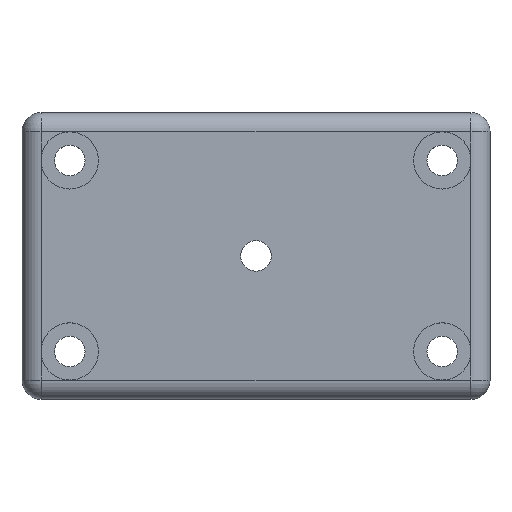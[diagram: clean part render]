
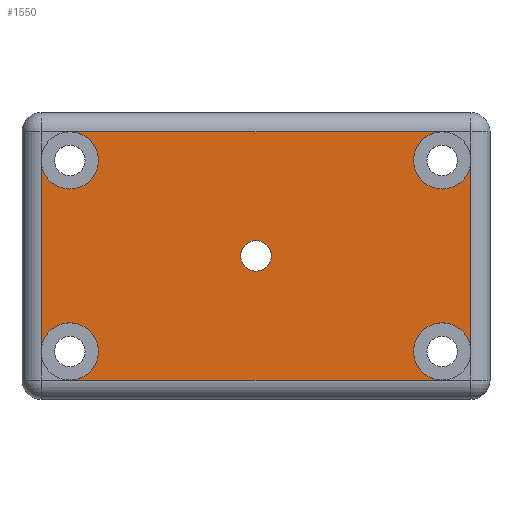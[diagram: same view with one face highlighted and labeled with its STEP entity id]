
A CAD part, top view. The second image highlights one B-rep face of the part: STEP entity #1550.
In plain terms, the highlighted planar face has unit normal (0, 0, 1).
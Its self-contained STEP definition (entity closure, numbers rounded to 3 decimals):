
#22 = ORIENTED_EDGE ( 'NONE', *, *, #184, .F. ) ;
#25 = VERTEX_POINT ( 'NONE', #318 ) ;
#36 = EDGE_CURVE ( 'NONE', #1568, #282, #1225, .T. ) ;
#41 = CARTESIAN_POINT ( 'NONE',  ( 0., -15., 7. ) ) ;
#47 = AXIS2_PLACEMENT_3D ( 'NONE', #511, #1281, #920 ) ;
#52 = CARTESIAN_POINT ( 'NONE',  ( 19.5, -25., 7. ) ) ;
#64 = AXIS2_PLACEMENT_3D ( 'NONE', #1384, #868, #110 ) ;
#68 = CARTESIAN_POINT ( 'NONE',  ( -19.5, -5., 7. ) ) ;
#69 = ORIENTED_EDGE ( 'NONE', *, *, #36, .F. ) ;
#74 = VERTEX_POINT ( 'NONE', #568 ) ;
#97 = AXIS2_PLACEMENT_3D ( 'NONE', #227, #113, #251 ) ;
#104 = EDGE_LOOP ( 'NONE', ( #1309, #1610, #614, #520, #489, #22, #351, #1122, #1082, #109, #849, #1507 ) ) ;
#109 = ORIENTED_EDGE ( 'NONE', *, *, #1471, .T. ) ;
#110 = DIRECTION ( 'NONE',  ( -1., 0., 0. ) ) ;
#113 = DIRECTION ( 'NONE',  ( 0., 0., 1. ) ) ;
#167 = DIRECTION ( 'NONE',  ( 1., 0., 0. ) ) ;
#184 = EDGE_CURVE ( 'NONE', #1513, #74, #658, .T. ) ;
#190 = CARTESIAN_POINT ( 'NONE',  ( 22.5, -5., 7. ) ) ;
#204 = DIRECTION ( 'NONE',  ( 1., 0., 0. ) ) ;
#213 = VECTOR ( 'NONE', #311, 1000. ) ;
#218 = EDGE_CURVE ( 'NONE', #282, #1568, #1036, .T. ) ;
#219 = DIRECTION ( 'NONE',  ( 1., 0., 0. ) ) ;
#227 = CARTESIAN_POINT ( 'NONE',  ( 19.5, -25., 7. ) ) ;
#251 = DIRECTION ( 'NONE',  ( 1., 0., 0. ) ) ;
#256 = DIRECTION ( 'NONE',  ( 1., 0., 0. ) ) ;
#260 = AXIS2_PLACEMENT_3D ( 'NONE', #1128, #1534, #1393 ) ;
#266 = CARTESIAN_POINT ( 'NONE',  ( -1.6, -15., 7. ) ) ;
#269 = CARTESIAN_POINT ( 'NONE',  ( -16.5, -25., 7. ) ) ;
#271 = CARTESIAN_POINT ( 'NONE',  ( 22.5, 0., 7. ) ) ;
#280 = LINE ( 'NONE', #271, #1417 ) ;
#282 = VERTEX_POINT ( 'NONE', #266 ) ;
#311 = DIRECTION ( 'NONE',  ( 0., -1., 0. ) ) ;
#316 = EDGE_CURVE ( 'NONE', #74, #1596, #1252, .T. ) ;
#318 = CARTESIAN_POINT ( 'NONE',  ( -22.5, -25., 7. ) ) ;
#323 = VERTEX_POINT ( 'NONE', #1318 ) ;
#327 = DIRECTION ( 'NONE',  ( 0., 0., 1. ) ) ;
#351 = ORIENTED_EDGE ( 'NONE', *, *, #396, .T. ) ;
#360 = CARTESIAN_POINT ( 'NONE',  ( -19.5, -2., 7. ) ) ;
#371 = PLANE ( 'NONE',  #64 ) ;
#389 = VERTEX_POINT ( 'NONE', #190 ) ;
#395 = DIRECTION ( 'NONE',  ( 0., 0., 1. ) ) ;
#396 = EDGE_CURVE ( 'NONE', #1513, #25, #1469, .T. ) ;
#447 = LINE ( 'NONE', #1495, #815 ) ;
#484 = EDGE_LOOP ( 'NONE', ( #69, #754 ) ) ;
#489 = ORIENTED_EDGE ( 'NONE', *, *, #316, .F. ) ;
#491 = CARTESIAN_POINT ( 'NONE',  ( -22.5, -5., 7. ) ) ;
#511 = CARTESIAN_POINT ( 'NONE',  ( 0., -15., 7. ) ) ;
#520 = ORIENTED_EDGE ( 'NONE', *, *, #659, .T. ) ;
#548 = CARTESIAN_POINT ( 'NONE',  ( -19.5, -25., 7. ) ) ;
#565 = DIRECTION ( 'NONE',  ( 0., 0., 1. ) ) ;
#568 = CARTESIAN_POINT ( 'NONE',  ( -16.5, -5., 7. ) ) ;
#584 = DIRECTION ( 'NONE',  ( 0., 0., 1. ) ) ;
#603 = AXIS2_PLACEMENT_3D ( 'NONE', #548, #565, #1595 ) ;
#614 = ORIENTED_EDGE ( 'NONE', *, *, #1177, .F. ) ;
#615 = FACE_BOUND ( 'NONE', #484, .T. ) ;
#656 = AXIS2_PLACEMENT_3D ( 'NONE', #1029, #395, #1577 ) ;
#658 = CIRCLE ( 'NONE', #1139, 3. ) ;
#659 = EDGE_CURVE ( 'NONE', #1257, #1596, #874, .T. ) ;
#668 = EDGE_CURVE ( 'NONE', #812, #751, #1630, .T. ) ;
#707 = CIRCLE ( 'NONE', #1086, 3. ) ;
#751 = VERTEX_POINT ( 'NONE', #1024 ) ;
#754 = ORIENTED_EDGE ( 'NONE', *, *, #218, .F. ) ;
#780 = VERTEX_POINT ( 'NONE', #1521 ) ;
#788 = AXIS2_PLACEMENT_3D ( 'NONE', #1245, #584, #1094 ) ;
#796 = DIRECTION ( 'NONE',  ( 0., 0., 1. ) ) ;
#812 = VERTEX_POINT ( 'NONE', #871 ) ;
#815 = VECTOR ( 'NONE', #219, 1000. ) ;
#825 = DIRECTION ( 'NONE',  ( 1., 0., 0. ) ) ;
#849 = ORIENTED_EDGE ( 'NONE', *, *, #1317, .F. ) ;
#851 = VERTEX_POINT ( 'NONE', #269 ) ;
#868 = DIRECTION ( 'NONE',  ( 0., 0., -1. ) ) ;
#871 = CARTESIAN_POINT ( 'NONE',  ( 22.5, -25., 7. ) ) ;
#874 = LINE ( 'NONE', #1399, #923 ) ;
#892 = FACE_OUTER_BOUND ( 'NONE', #104, .T. ) ;
#920 = DIRECTION ( 'NONE',  ( 1., 0., 0. ) ) ;
#923 = VECTOR ( 'NONE', #1539, 1000. ) ;
#929 = CARTESIAN_POINT ( 'NONE',  ( 19.5, -2., 7. ) ) ;
#942 = EDGE_CURVE ( 'NONE', #1374, #851, #1192, .T. ) ;
#1024 = CARTESIAN_POINT ( 'NONE',  ( 16.5, -25., 7. ) ) ;
#1029 = CARTESIAN_POINT ( 'NONE',  ( 19.5, -5., 7. ) ) ;
#1036 = CIRCLE ( 'NONE', #47, 1.6 ) ;
#1041 = DIRECTION ( 'NONE',  ( 0., 0., 1. ) ) ;
#1066 = CARTESIAN_POINT ( 'NONE',  ( -19.5, -28., 7. ) ) ;
#1082 = ORIENTED_EDGE ( 'NONE', *, *, #942, .F. ) ;
#1086 = AXIS2_PLACEMENT_3D ( 'NONE', #52, #1041, #167 ) ;
#1094 = DIRECTION ( 'NONE',  ( 1., 0., 0. ) ) ;
#1098 = CARTESIAN_POINT ( 'NONE',  ( -22.5, 0., 7. ) ) ;
#1122 = ORIENTED_EDGE ( 'NONE', *, *, #1407, .F. ) ;
#1128 = CARTESIAN_POINT ( 'NONE',  ( 19.5, -5., 7. ) ) ;
#1139 = AXIS2_PLACEMENT_3D ( 'NONE', #1544, #796, #256 ) ;
#1177 = EDGE_CURVE ( 'NONE', #1257, #780, #1223, .T. ) ;
#1192 = CIRCLE ( 'NONE', #603, 3. ) ;
#1223 = CIRCLE ( 'NONE', #260, 3. ) ;
#1225 = CIRCLE ( 'NONE', #1606, 1.6 ) ;
#1240 = EDGE_CURVE ( 'NONE', #780, #389, #1276, .T. ) ;
#1245 = CARTESIAN_POINT ( 'NONE',  ( -19.5, -25., 7. ) ) ;
#1252 = CIRCLE ( 'NONE', #1475, 3. ) ;
#1257 = VERTEX_POINT ( 'NONE', #929 ) ;
#1276 = CIRCLE ( 'NONE', #656, 3. ) ;
#1281 = DIRECTION ( 'NONE',  ( 0., 0., 1. ) ) ;
#1309 = ORIENTED_EDGE ( 'NONE', *, *, #1321, .T. ) ;
#1317 = EDGE_CURVE ( 'NONE', #751, #323, #707, .T. ) ;
#1318 = CARTESIAN_POINT ( 'NONE',  ( 19.5, -28., 7. ) ) ;
#1321 = EDGE_CURVE ( 'NONE', #812, #389, #280, .T. ) ;
#1324 = DIRECTION ( 'NONE',  ( 0., 1., 0. ) ) ;
#1332 = CIRCLE ( 'NONE', #788, 3. ) ;
#1374 = VERTEX_POINT ( 'NONE', #1066 ) ;
#1384 = CARTESIAN_POINT ( 'NONE',  ( 0., 0., 7. ) ) ;
#1393 = DIRECTION ( 'NONE',  ( 1., 0., 0. ) ) ;
#1394 = CARTESIAN_POINT ( 'NONE',  ( 1.6, -15., 7. ) ) ;
#1399 = CARTESIAN_POINT ( 'NONE',  ( 0., -2., 7. ) ) ;
#1407 = EDGE_CURVE ( 'NONE', #851, #25, #1332, .T. ) ;
#1417 = VECTOR ( 'NONE', #1324, 1000. ) ;
#1469 = LINE ( 'NONE', #1098, #213 ) ;
#1471 = EDGE_CURVE ( 'NONE', #1374, #323, #447, .T. ) ;
#1475 = AXIS2_PLACEMENT_3D ( 'NONE', #68, #327, #825 ) ;
#1495 = CARTESIAN_POINT ( 'NONE',  ( 0., -28., 7. ) ) ;
#1507 = ORIENTED_EDGE ( 'NONE', *, *, #668, .F. ) ;
#1513 = VERTEX_POINT ( 'NONE', #491 ) ;
#1521 = CARTESIAN_POINT ( 'NONE',  ( 16.5, -5., 7. ) ) ;
#1534 = DIRECTION ( 'NONE',  ( 0., 0., 1. ) ) ;
#1539 = DIRECTION ( 'NONE',  ( -1., 0., 0. ) ) ;
#1544 = CARTESIAN_POINT ( 'NONE',  ( -19.5, -5., 7. ) ) ;
#1550 = ADVANCED_FACE ( 'NONE', ( #615, #892 ), #371, .F. ) ;
#1568 = VERTEX_POINT ( 'NONE', #1394 ) ;
#1577 = DIRECTION ( 'NONE',  ( 1., 0., 0. ) ) ;
#1595 = DIRECTION ( 'NONE',  ( 1., 0., 0. ) ) ;
#1596 = VERTEX_POINT ( 'NONE', #360 ) ;
#1597 = DIRECTION ( 'NONE',  ( 0., 0., 1. ) ) ;
#1606 = AXIS2_PLACEMENT_3D ( 'NONE', #41, #1597, #204 ) ;
#1610 = ORIENTED_EDGE ( 'NONE', *, *, #1240, .F. ) ;
#1630 = CIRCLE ( 'NONE', #97, 3. ) ;
